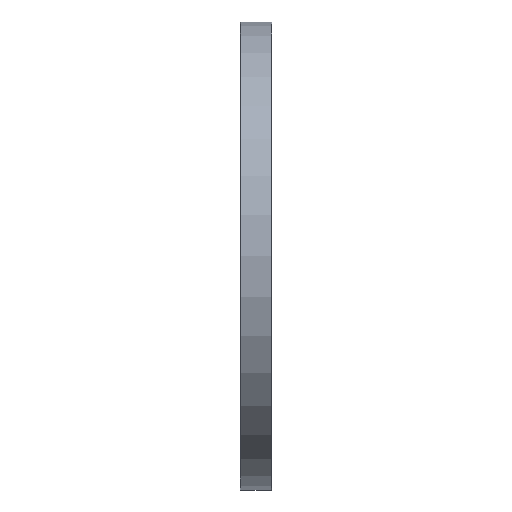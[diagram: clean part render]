
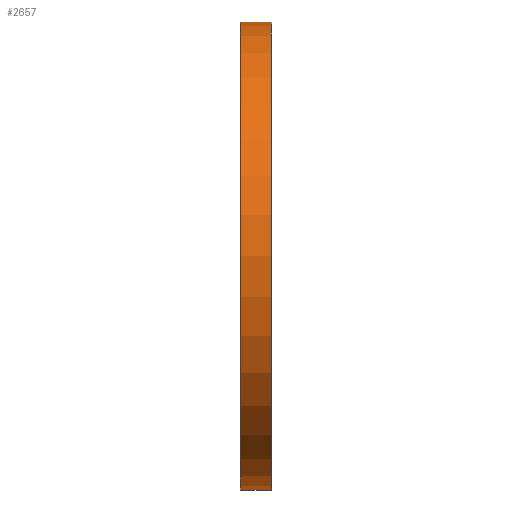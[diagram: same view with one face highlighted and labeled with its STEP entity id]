
A CAD part, left-side view. The second image highlights one B-rep face of the part: STEP entity #2657.
In plain terms, the highlighted cylindrical face has radius 209.55 mm (diameter 419.1 mm), a partial arc.
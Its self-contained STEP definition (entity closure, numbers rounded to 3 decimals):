
#47 = CARTESIAN_POINT ( 'NONE',  ( 0., 28.1, 209.55 ) ) ;
#138 = CARTESIAN_POINT ( 'NONE',  ( 0., -6.114, -209.55 ) ) ;
#266 = LINE ( 'NONE', #138, #5561 ) ;
#372 = AXIS2_PLACEMENT_3D ( 'NONE', #5263, #1188, #3746 ) ;
#678 = DIRECTION ( 'NONE',  ( 0., -1., 0. ) ) ;
#857 = EDGE_CURVE ( 'NONE', #6553, #4820, #1583, .T. ) ;
#1056 = DIRECTION ( 'NONE',  ( 0., -1., 0. ) ) ;
#1188 = DIRECTION ( 'NONE',  ( 0., -1., 0. ) ) ;
#1231 = EDGE_CURVE ( 'NONE', #6553, #5462, #1382, .T. ) ;
#1261 = CARTESIAN_POINT ( 'NONE',  ( 0., 0.4, 0. ) ) ;
#1360 = CYLINDRICAL_SURFACE ( 'NONE', #372, 209.55 ) ;
#1369 = CARTESIAN_POINT ( 'NONE',  ( 0., 0.4, -209.55 ) ) ;
#1382 = CIRCLE ( 'NONE', #6110, 209.55 ) ;
#1524 = FACE_OUTER_BOUND ( 'NONE', #4317, .T. ) ;
#1583 = LINE ( 'NONE', #3667, #1747 ) ;
#1747 = VECTOR ( 'NONE', #2159, 1000. ) ;
#1773 = DIRECTION ( 'NONE',  ( 0., 0., 1. ) ) ;
#2073 = ORIENTED_EDGE ( 'NONE', *, *, #857, .F. ) ;
#2159 = DIRECTION ( 'NONE',  ( 0., -1., 0. ) ) ;
#2657 = ADVANCED_FACE ( 'NONE', ( #1524 ), #1360, .T. ) ;
#2830 = ORIENTED_EDGE ( 'NONE', *, *, #4177, .T. ) ;
#3325 = ORIENTED_EDGE ( 'NONE', *, *, #1231, .T. ) ;
#3470 = EDGE_CURVE ( 'NONE', #5462, #5506, #266, .T. ) ;
#3667 = CARTESIAN_POINT ( 'NONE',  ( 0., -6.114, 209.55 ) ) ;
#3746 = DIRECTION ( 'NONE',  ( 0., 0., -1. ) ) ;
#3768 = ORIENTED_EDGE ( 'NONE', *, *, #3470, .T. ) ;
#4111 = CARTESIAN_POINT ( 'NONE',  ( 0., 28.1, 0. ) ) ;
#4177 = EDGE_CURVE ( 'NONE', #5506, #4820, #5968, .T. ) ;
#4317 = EDGE_LOOP ( 'NONE', ( #2073, #3325, #3768, #2830 ) ) ;
#4406 = CARTESIAN_POINT ( 'NONE',  ( 0., 28.1, -209.55 ) ) ;
#4624 = CARTESIAN_POINT ( 'NONE',  ( 0., 0.4, 209.55 ) ) ;
#4630 = DIRECTION ( 'NONE',  ( 0., 0., -1. ) ) ;
#4820 = VERTEX_POINT ( 'NONE', #4624 ) ;
#4826 = DIRECTION ( 'NONE',  ( 0., 1., 0. ) ) ;
#5263 = CARTESIAN_POINT ( 'NONE',  ( 0., -6.114, 0. ) ) ;
#5462 = VERTEX_POINT ( 'NONE', #4406 ) ;
#5506 = VERTEX_POINT ( 'NONE', #1369 ) ;
#5561 = VECTOR ( 'NONE', #678, 1000. ) ;
#5829 = AXIS2_PLACEMENT_3D ( 'NONE', #1261, #4826, #1773 ) ;
#5968 = CIRCLE ( 'NONE', #5829, 209.55 ) ;
#6110 = AXIS2_PLACEMENT_3D ( 'NONE', #4111, #1056, #4630 ) ;
#6553 = VERTEX_POINT ( 'NONE', #47 ) ;
